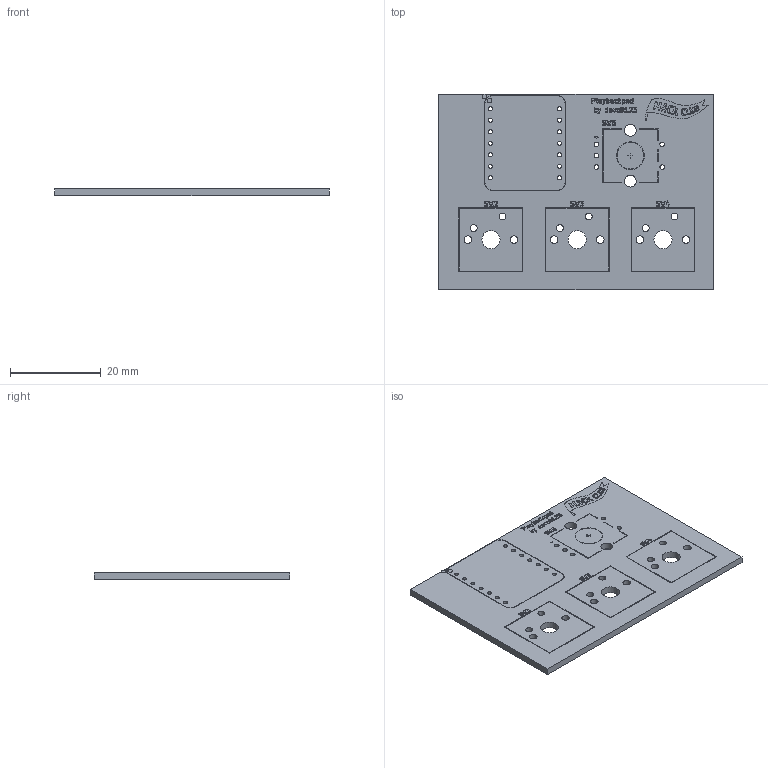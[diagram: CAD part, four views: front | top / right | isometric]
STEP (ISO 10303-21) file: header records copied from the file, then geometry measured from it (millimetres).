
FILE_DESCRIPTION(('KiCad electronic assembly'),'2;1');
FILE_NAME('playbackpad.step','2025-02-17T20:48:44',('Pcbnew'),('Kicad'), 'Open CASCADE STEP processor 7.8','KiCad to STEP converter','Unknown' );
FILE_SCHEMA(('AUTOMOTIVE_DESIGN { 1 0 10303 214 1 1 1 1 }'));
Length unit declared in the file: millimetre
Products named in the file (3): playbackpad 1; playbackpad_silkscreen; playbackpad_PCB
Assembly tree (2 placements, depth 2):
  playbackpad 1
    playbackpad_silkscreen
    playbackpad_PCB
Bounding box: 60.5 x 43 x 1.58 mm (x, y, z)
Volume: 3799.7 mm3; surface area: 5679.9 mm2
Topology: 1 solids, 51 shells, 92 faces, 1388 edges, 1348 vertices
Faces by surface type: plane 56, cylinder 36
Full cylindrical faces by diameter (mm): 0.889 x14, 1 x5, 1.5 x6, 1.7 x6, 2.6 x2, 4 x3
Entity records: 13019 total; most frequent: CARTESIAN_POINT 2831, DIRECTION 1906, ORIENTED_EDGE 1508, EDGE_CURVE 1388, VERTEX_POINT 1348, LINE 1060, VECTOR 1060, AXIS2_PLACEMENT_3D 423
